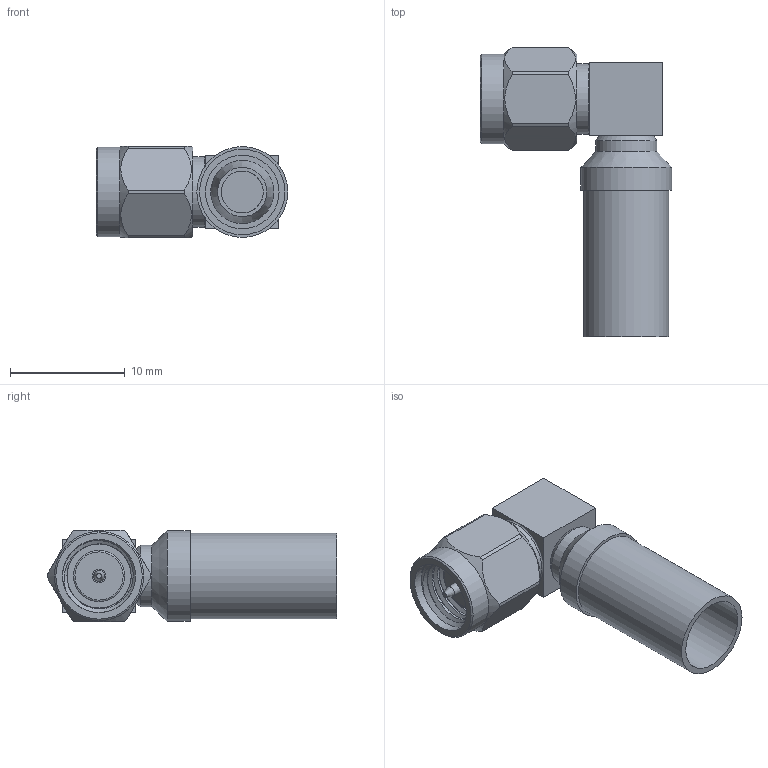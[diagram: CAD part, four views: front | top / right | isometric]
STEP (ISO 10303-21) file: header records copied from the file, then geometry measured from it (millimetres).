
FILE_DESCRIPTION (( 'STEP AP203' ), '1' );
FILE_NAME ('PE4327_3D.step', '2021-01-19T20:01:45', ( '' ), ( '' ), 'SwSTEP 2.0', 'SolidWorks 2018', '' );
FILE_SCHEMA (( 'CONFIG_CONTROL_DESIGN' ));
Length unit declared in the file: inch
Products named in the file (1): PE4327_3D
Bounding box: 16.65 x 25.16 x 7.94 mm (x, y, z)
Volume: 1005 mm3; surface area: 1687.7 mm2
Topology: 2 solids, 2 shells, 67 faces, 160 edges, 107 vertices
Faces by surface type: plane 28, cylinder 25, cone 9, bspline 4, torus 1
Full cylindrical faces by diameter (mm): 0.94 x1, 1.194 x1, 4.445 x1, 5.338 x1, 5.373 x1, 5.495 x1, 5.525 x1, 6.096 x1, 6.35 x6, 6.396 x1, 7.429 x1, 7.762 x1, 7.904 x1
Entity records: 3813 total; most frequent: CARTESIAN_POINT 2440, ORIENTED_EDGE 256, DIRECTION 244, EDGE_CURVE 128, AXIS2_PLACEMENT_3D 108, VERTEX_POINT 104, EDGE_LOOP 96, FACE_OUTER_BOUND 76
